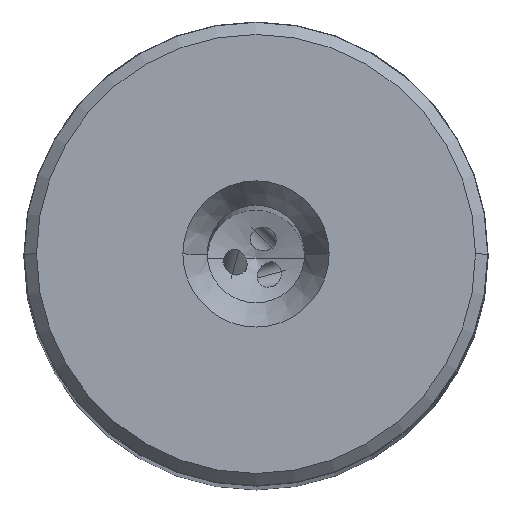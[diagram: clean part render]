
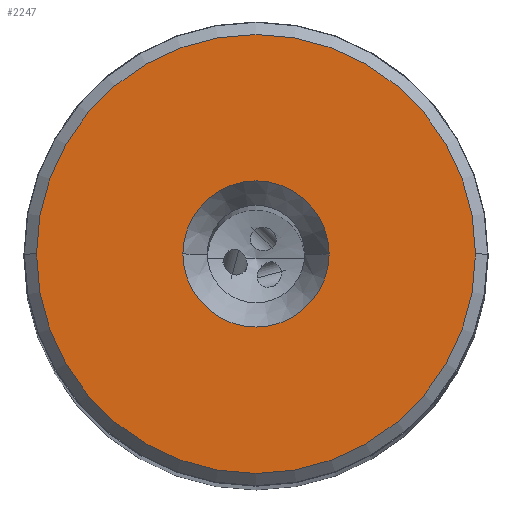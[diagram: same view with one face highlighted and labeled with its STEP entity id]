
A CAD part, top view. The second image highlights one B-rep face of the part: STEP entity #2247.
In plain terms, the highlighted planar face has unit normal (0, 0, 1).
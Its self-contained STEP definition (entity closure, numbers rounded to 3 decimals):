
#324=PLANE('',#12472);
#470=FACE_BOUND('',#3577,.T.);
#471=FACE_BOUND('',#3578,.T.);
#2247=ADVANCED_FACE('',(#470,#471),#324,.T.);
#3577=EDGE_LOOP('',(#5894,#5895));
#3578=EDGE_LOOP('',(#5896,#5897));
#5894=ORIENTED_EDGE('',*,*,#10081,.T.);
#5895=ORIENTED_EDGE('',*,*,#10082,.T.);
#5896=ORIENTED_EDGE('',*,*,#10083,.F.);
#5897=ORIENTED_EDGE('',*,*,#10084,.F.);
#8662=VERTEX_POINT('',#22953);
#8663=VERTEX_POINT('',#22955);
#8664=VERTEX_POINT('',#22960);
#8665=VERTEX_POINT('',#22961);
#10081=EDGE_CURVE('',#8662,#8663,#11286,.T.);
#10082=EDGE_CURVE('',#8663,#8662,#11287,.T.);
#10083=EDGE_CURVE('',#8664,#8665,#11288,.T.);
#10084=EDGE_CURVE('',#8665,#8664,#11289,.T.);
#11286=CIRCLE('',#12467,18.015);
#11287=CIRCLE('',#12469,18.015);
#11288=CIRCLE('',#12470,6.);
#11289=CIRCLE('',#12471,6.);
#12467=AXIS2_PLACEMENT_3D('',#22956,#14534,#14535);
#12469=AXIS2_PLACEMENT_3D('',#22958,#14538,#14539);
#12470=AXIS2_PLACEMENT_3D('',#22959,#14540,#14541);
#12471=AXIS2_PLACEMENT_3D('',#22962,#14542,#14543);
#12472=AXIS2_PLACEMENT_3D('',#22963,#14544,#14545);
#14534=DIRECTION('',(0.,0.,1.));
#14535=DIRECTION('',(1.,0.,0.));
#14538=DIRECTION('',(0.,0.,1.));
#14539=DIRECTION('',(-1.,0.,0.));
#14540=DIRECTION('',(0.,0.,1.));
#14541=DIRECTION('',(-1.,0.,0.));
#14542=DIRECTION('',(0.,0.,1.));
#14543=DIRECTION('',(1.,0.,0.));
#14544=DIRECTION('',(0.,0.,1.));
#14545=DIRECTION('',(1.,0.,0.));
#22953=CARTESIAN_POINT('',(18.015,0.,0.));
#22955=CARTESIAN_POINT('',(-18.015,0.,0.));
#22956=CARTESIAN_POINT('',(0.,0.,0.));
#22958=CARTESIAN_POINT('',(0.,0.,0.));
#22959=CARTESIAN_POINT('',(0.,0.,0.));
#22960=CARTESIAN_POINT('',(-6.,0.,0.));
#22961=CARTESIAN_POINT('',(6.,0.,0.));
#22962=CARTESIAN_POINT('',(0.,0.,0.));
#22963=CARTESIAN_POINT('',(0.,-1.278,0.));
